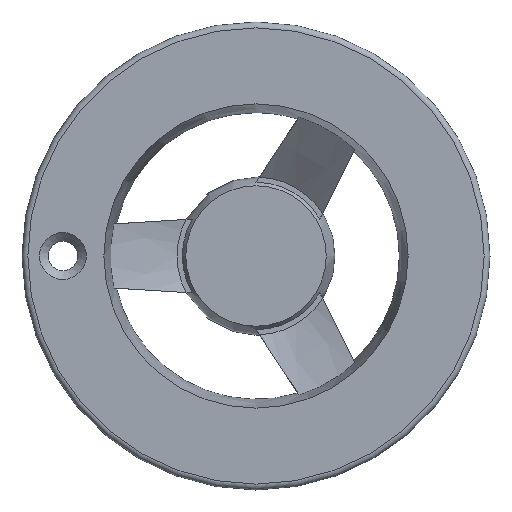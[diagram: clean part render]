
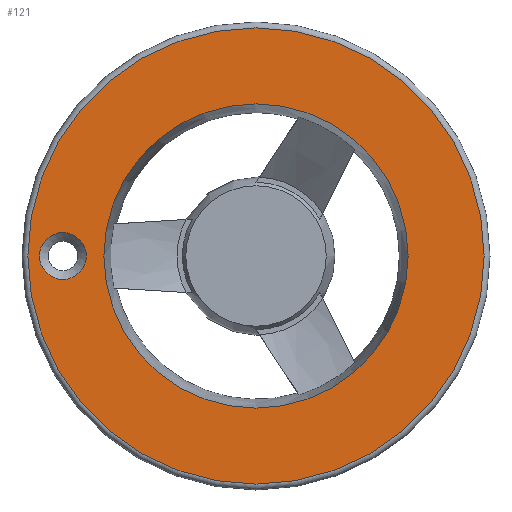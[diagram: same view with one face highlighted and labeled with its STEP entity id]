
A CAD part, left-side view. The second image highlights one B-rep face of the part: STEP entity #121.
In plain terms, the highlighted planar face has unit normal (-1, 0, 0).
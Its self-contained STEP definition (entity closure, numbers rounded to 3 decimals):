
#121=ADVANCED_FACE('',(#180,#206,#181),#162,.T.);
#162=PLANE('',#777);
#180=FACE_BOUND('',#240,.T.);
#181=FACE_BOUND('',#242,.T.);
#206=FACE_OUTER_BOUND('',#241,.T.);
#240=EDGE_LOOP('',(#376));
#241=EDGE_LOOP('',(#377));
#242=EDGE_LOOP('',(#378));
#376=ORIENTED_EDGE('',*,*,#638,.F.);
#377=ORIENTED_EDGE('',*,*,#639,.T.);
#378=ORIENTED_EDGE('',*,*,#640,.T.);
#570=VERTEX_POINT('',#1058);
#571=VERTEX_POINT('',#1060);
#572=VERTEX_POINT('',#1062);
#638=EDGE_CURVE('',#570,#570,#731,.T.);
#639=EDGE_CURVE('',#571,#571,#732,.T.);
#640=EDGE_CURVE('',#572,#572,#733,.T.);
#731=CIRCLE('',#774,26.);
#732=CIRCLE('',#775,39.);
#733=CIRCLE('',#776,4.);
#774=AXIS2_PLACEMENT_3D('',#1057,#861,#862);
#775=AXIS2_PLACEMENT_3D('',#1059,#863,#864);
#776=AXIS2_PLACEMENT_3D('',#1061,#865,#866);
#777=AXIS2_PLACEMENT_3D('',#1063,#867,#868);
#861=DIRECTION('',(-1.,0.,0.));
#862=DIRECTION('',(0.,0.,1.));
#863=DIRECTION('',(-1.,0.,0.));
#864=DIRECTION('',(0.,0.,1.));
#865=DIRECTION('',(1.,0.,0.));
#866=DIRECTION('',(0.,0.,-1.));
#867=DIRECTION('',(-1.,0.,0.));
#868=DIRECTION('',(0.,0.,1.));
#1057=CARTESIAN_POINT('',(159.5,133.,0.));
#1058=CARTESIAN_POINT('',(159.5,133.,26.));
#1059=CARTESIAN_POINT('',(159.5,133.,0.));
#1060=CARTESIAN_POINT('',(159.5,133.,39.));
#1061=CARTESIAN_POINT('',(159.5,166.,0.));
#1062=CARTESIAN_POINT('',(159.5,166.,-4.));
#1063=CARTESIAN_POINT('',(159.5,107.,0.));
